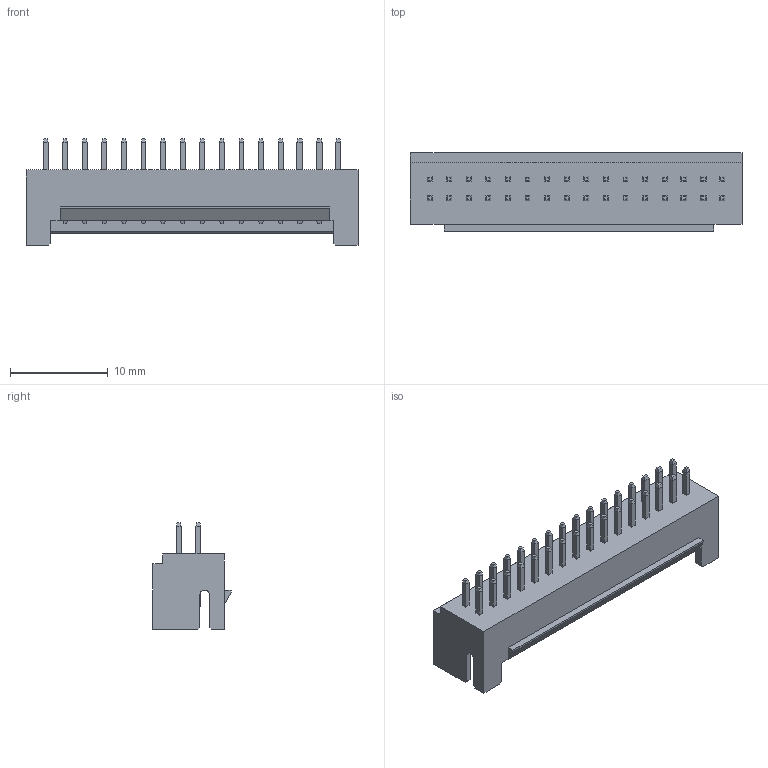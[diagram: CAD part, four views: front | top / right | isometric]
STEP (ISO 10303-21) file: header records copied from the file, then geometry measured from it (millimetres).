
FILE_DESCRIPTION (( 'STEP AP214' ), '1' );
FILE_NAME ('FWF20012-D32S22W5B-REF.STEP', '2024-12-04T07:49:11', ( '' ), ( '' ), 'SwSTEP 2.0', 'SolidWorks 2021', '' );
FILE_SCHEMA (( 'AUTOMOTIVE_DESIGN' ));
Length unit declared in the file: millimetre
Products named in the file (1): FWF20012-D32S22W5B-REF
Bounding box: 33.9 x 8 x 10.9 mm (x, y, z)
Volume: 637.8 mm3; surface area: 1891 mm2
Topology: 1 solids, 1 shells, 632 faces, 1426 edges, 860 vertices
Faces by surface type: plane 629, cylinder 3
Entity records: 16934 total; most frequent: CARTESIAN_POINT 2919, ORIENTED_EDGE 2852, DIRECTION 2698, EDGE_CURVE 1426, LINE 1420, VECTOR 1420, VERTEX_POINT 860, EDGE_LOOP 696
